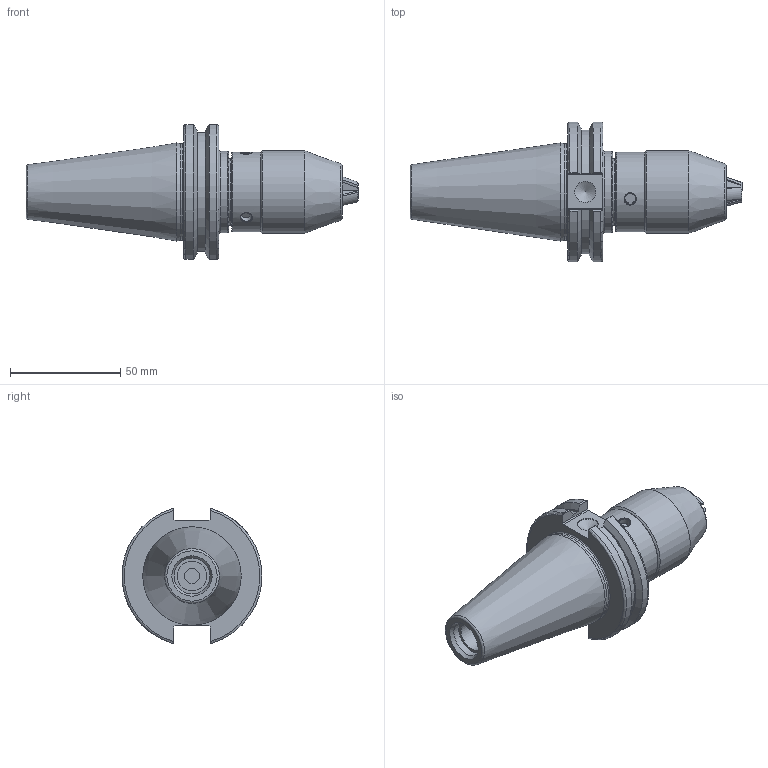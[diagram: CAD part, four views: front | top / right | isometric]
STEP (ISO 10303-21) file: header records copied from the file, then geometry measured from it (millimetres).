
FILE_DESCRIPTION(/* description */ ('','CAx-IF Rec.Pracs.---Representation and Presentation of Product Manufacturing Information (PMI)---4.0---2014-10-13'),/* implementation_level */ '2;1');
FILE_NAME(/* name */ 'RK020.stp',/* time_stamp */ '2025-02-14T13:48:38+09:00',/* author */ ('eos'),/* organization */ (''),/* preprocessor_version */ 'ST-DEVELOPER v20',/* originating_system */ 'Autodesk Inventor 2025',/* authorisation */ '');
FILE_SCHEMA (('CONFIG_CONTROL_DESIGN','AP242_MANAGED_MODEL_BASED_3D_ENGINEERING_MIM_LF { 1 0 10303 442 1 1 4 }'));
Length unit declared in the file: millimetre
Products named in the file (7): LO-CAT40-NPU8-2; CAT50; BA12708201001A; 12201-10305F; 12701-106C---; 12201-10700B---; 12701-N0800C---
Assembly tree (8 placements, depth 3):
  LO-CAT40-NPU8-2
    CAT50
    BA12708201001A
      12201-10305F  x3
      12701-106C---
      12201-10700B---
      12701-N0800C---
Bounding box: 150.38 x 63.26 x 61.09 mm (x, y, z)
Volume: 158833.8 mm3; surface area: 35426.9 mm2
Topology: 7 solids, 7 shells, 180 faces, 437 edges, 285 vertices
Faces by surface type: plane 113, cylinder 29, torus 16, cone 16, bspline 6
Full cylindrical faces by diameter (mm): 5 x3, 7 x1, 9.525 x1, 13.386 x1, 16.3 x1, 17.45 x1, 17.5 x1, 30 x1, 30.5 x1, 30.8 x1, 31.8 x1, 36 x1, 37 x1, 37.5 x1, 43.6 x1
Entity records: 6295 total; most frequent: CARTESIAN_POINT 2485, DIRECTION 784, ORIENTED_EDGE 608, AXIS2_PLACEMENT_3D 319, EDGE_CURVE 304, VERTEX_POINT 199, EDGE_LOOP 147, LINE 146
